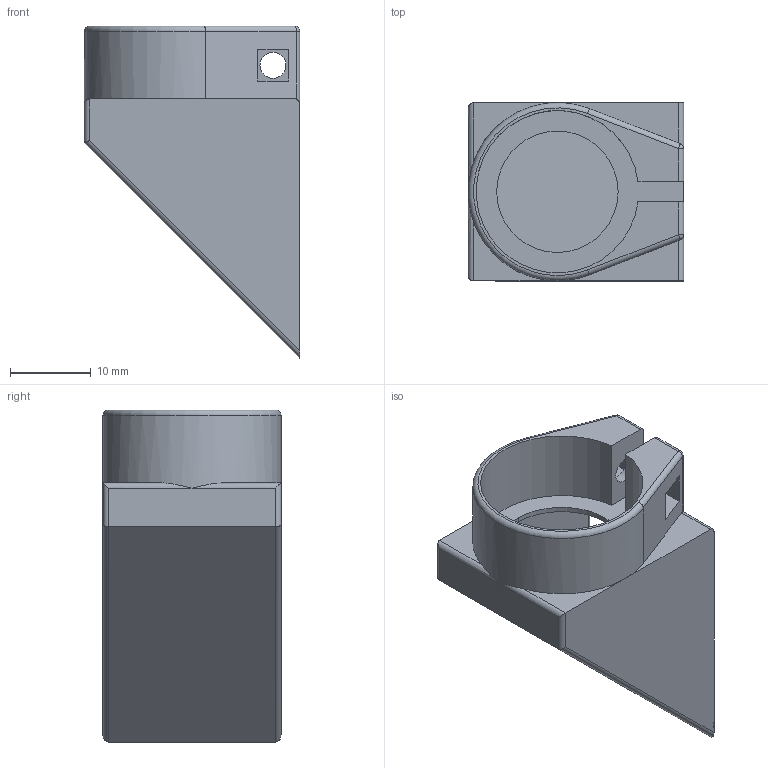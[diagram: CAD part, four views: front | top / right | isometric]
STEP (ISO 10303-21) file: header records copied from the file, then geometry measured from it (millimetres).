
FILE_DESCRIPTION((''),'2;1');
FILE_NAME('PRT0002','2012-03-29T',('dhelisch'),(''),'PRO/ENGINEER BY PARAMETRIC TECHNOLOGY CORPORATION, 2007250','PRO/ENGINEER BY PARAMETRIC TECHNOLOGY CORPORATION, 2007250','');
FILE_SCHEMA(('CONFIG_CONTROL_DESIGN'));
Length unit declared in the file: millimetre
Products named in the file (1): PRT0002
Bounding box: 26.6 x 22 x 41 mm (x, y, z)
Volume: 2458.6 mm3; surface area: 5949.4 mm2
Topology: 1 solids, 1 shells, 68 faces, 165 edges, 101 vertices
Faces by surface type: plane 33, cylinder 30, sphere 3, bspline 1, torus 1
Entity records: 2717 total; most frequent: CARTESIAN_POINT 517, ORIENTED_EDGE 330, DIRECTION 316, PRESENTATION_STYLE_ASSIGNMENT 166, STYLED_ITEM 166, CURVE_STYLE 165, EDGE_CURVE 165, AXIS2_PLACEMENT_3D 106
